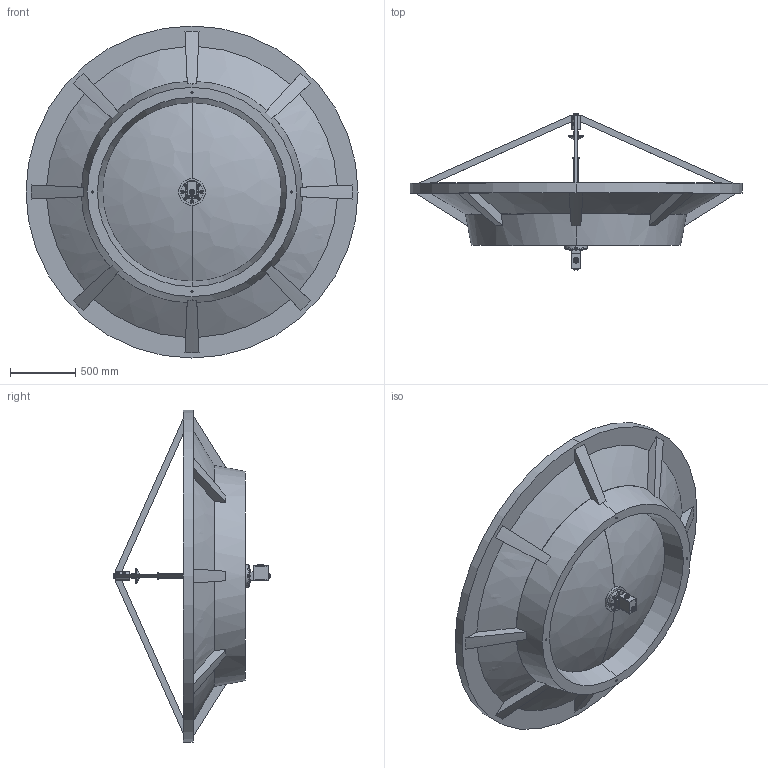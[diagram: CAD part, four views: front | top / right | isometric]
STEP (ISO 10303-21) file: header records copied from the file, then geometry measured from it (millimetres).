
FILE_DESCRIPTION (( 'STEP AP203' ), '1' );
FILE_NAME ('AY-RQ53-96-22-SVS.STEP', '2022-05-19T16:54:36', ( '' ), ( '' ), 'SwSTEP 2.0', 'SolidWorks 2021', '' );
FILE_SCHEMA (( 'CONFIG_CONTROL_DESIGN' ));
Products named in the file (1): AY-RQ53-96-22-SVS
Bounding box: 2540 x 1196.02 x 2540 mm (x, y, z)
Volume: 206317020.9 mm3; surface area: 14675269 mm2
Topology: 40 solids, 50 shells, 4108 faces, 10349 edges, 6509 vertices
Faces by surface type: plane 1763, cylinder 1117, cone 914, torus 168, sphere 128, bspline 18
Entity records: 127543 total; most frequent: CARTESIAN_POINT 30756, ORIENTED_EDGE 20550, DIRECTION 20521, EDGE_CURVE 10275, AXIS2_PLACEMENT_3D 8253, VERTEX_POINT 6509, EDGE_LOOP 4358, CIRCLE 4162
